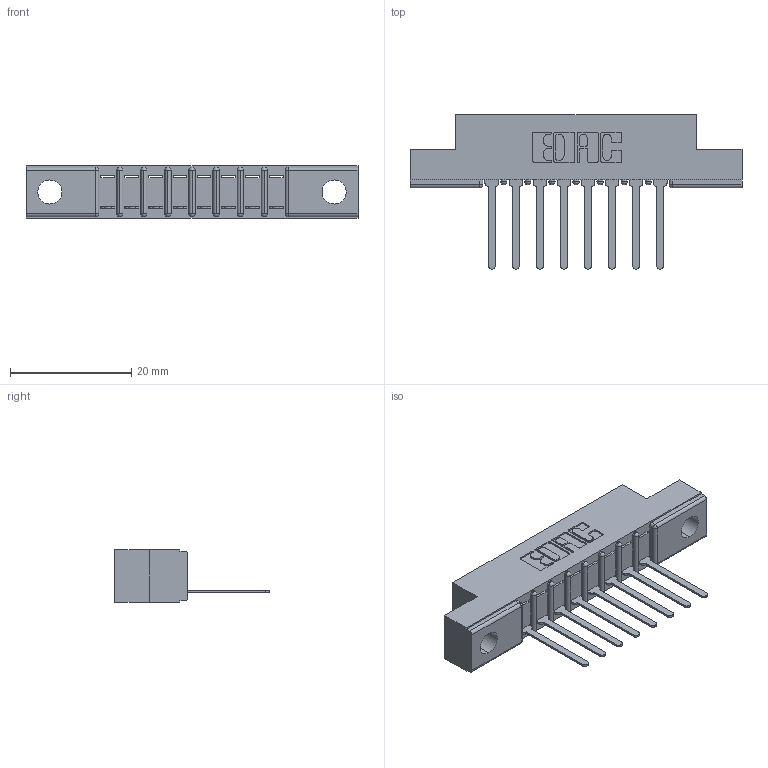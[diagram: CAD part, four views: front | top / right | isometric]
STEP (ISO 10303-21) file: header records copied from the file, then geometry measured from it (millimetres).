
FILE_DESCRIPTION (( 'STEP AP203' ), '1' );
FILE_NAME ('357-008-547-102.STEP', '2019-09-13T18:36:07', ( '' ), ( '' ), 'SwSTEP 2.0', 'SolidWorks 2016', '' );
FILE_SCHEMA (( 'CONFIG_CONTROL_DESIGN' ));
Length unit declared in the file: inch
Products named in the file (3): 307-290-001_547; 307 Part_.128 Dia Mounting Holes; 357-008-547-102
Assembly tree (9 placements, depth 2):
  357-008-547-102
    307 Part_.128 Dia Mounting Holes
    307-290-001_547  x8
Bounding box: 54.71 x 25.43 x 8.71 mm (x, y, z)
Volume: 3419.8 mm3; surface area: 4717.8 mm2
Topology: 9 solids, 9 shells, 575 faces, 1619 edges, 1042 vertices
Faces by surface type: plane 366, cylinder 191, sphere 18
Entity records: 11020 total; most frequent: CARTESIAN_POINT 1844, ORIENTED_EDGE 1830, DIRECTION 1813, EDGE_CURVE 915, VECTOR 687, LINE 687, VERTEX_POINT 594, AXIS2_PLACEMENT_3D 563
